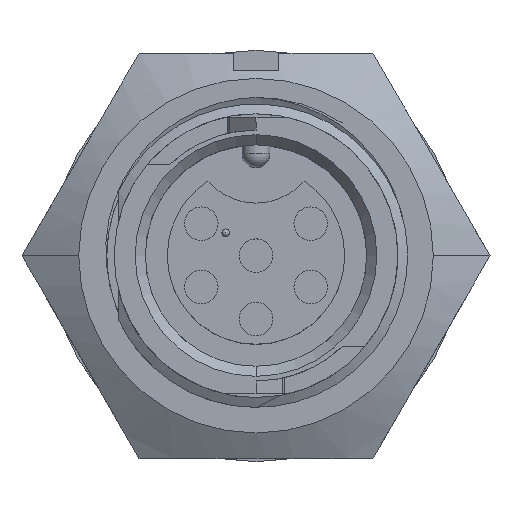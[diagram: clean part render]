
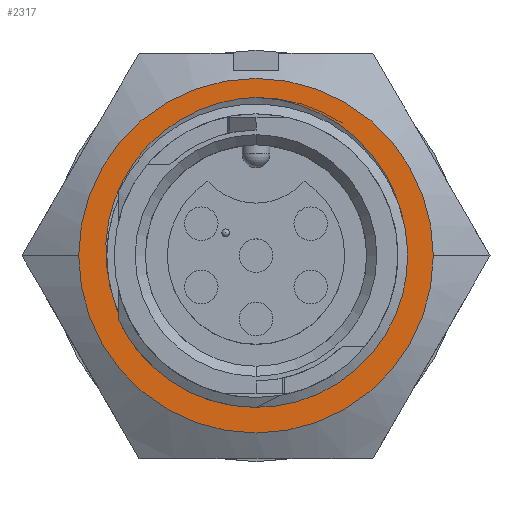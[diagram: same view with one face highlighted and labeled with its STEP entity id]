
A CAD part, top view. The second image highlights one B-rep face of the part: STEP entity #2317.
In plain terms, the highlighted planar face has unit normal (0, 0, 1).
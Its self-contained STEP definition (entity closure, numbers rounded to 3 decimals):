
#253 = AXIS2_PLACEMENT_3D ( 'NONE', #8294, #13235, #11974 ) ;
#452 = CARTESIAN_POINT ( 'NONE',  ( -6.251, 4.521, -6.216 ) ) ;
#794 = CIRCLE ( 'NONE', #2371, 8.89 ) ;
#863 = CARTESIAN_POINT ( 'NONE',  ( -0.572, 7.92, -6.216 ) ) ;
#946 = CARTESIAN_POINT ( 'NONE',  ( -3.795, 6.844, -6.216 ) ) ;
#980 = CARTESIAN_POINT ( 'NONE',  ( 7.537, 0.781, -6.216 ) ) ;
#986 = ORIENTED_EDGE ( 'NONE', *, *, #5712, .T. ) ;
#1937 = CARTESIAN_POINT ( 'NONE',  ( -5.156, 5.813, -6.216 ) ) ;
#1955 = FACE_BOUND ( 'NONE', #14040, .T. ) ;
#2018 = CARTESIAN_POINT ( 'NONE',  ( 0., 7.938, -6.216 ) ) ;
#2140 = CARTESIAN_POINT ( 'NONE',  ( 3.795, 6.845, -6.216 ) ) ;
#2299 = AXIS2_PLACEMENT_3D ( 'NONE', #5780, #11804, #15654 ) ;
#2304 = CARTESIAN_POINT ( 'NONE',  ( 7.532, -0.351, -6.216 ) ) ;
#2317 = ADVANCED_FACE ( 'NONE', ( #1955, #13395 ), #7034, .F. ) ;
#2371 = AXIS2_PLACEMENT_3D ( 'NONE', #8620, #3541, #4787 ) ;
#2668 = CARTESIAN_POINT ( 'NONE',  ( -8.89, 0., -6.216 ) ) ;
#3475 = CARTESIAN_POINT ( 'NONE',  ( 7.047, 2.994, -6.216 ) ) ;
#3541 = DIRECTION ( 'NONE',  ( 0., 0., -1. ) ) ;
#3973 = ORIENTED_EDGE ( 'NONE', *, *, #15271, .F. ) ;
#3995 = CARTESIAN_POINT ( 'NONE',  ( 8.89, 0., -6.216 ) ) ;
#4040 = B_SPLINE_CURVE_WITH_KNOTS ( 'NONE', 3,
 ( #13579, #4883, #13740, #8632, #14998, #6217, #4963, #2140, #7224, #16083, #5967, #9967, #9885, #3475, #11070, #4632, #980, #2304, #4798, #15083 ),
 .UNSPECIFIED., .F., .F.,
 ( 4, 2, 2, 2, 2, 2, 2, 2, 2, 4 ),
 ( 0., 0.001, 0.002, 0.003, 0.005, 0.007, 0.009, 0.01, 0.012, 0.014 ),
 .UNSPECIFIED. ) ;
#4049 = VERTEX_POINT ( 'NONE', #2668 ) ;
#4107 = CARTESIAN_POINT ( 'NONE',  ( -7.517, -0.343, -6.216 ) ) ;
#4358 = CARTESIAN_POINT ( 'NONE',  ( -7.475, 1.358, -6.216 ) ) ;
#4521 = CARTESIAN_POINT ( 'NONE',  ( -4.27, 6.536, -6.216 ) ) ;
#4632 = CARTESIAN_POINT ( 'NONE',  ( 7.475, 1.355, -6.216 ) ) ;
#4787 = DIRECTION ( 'NONE',  ( -1., 0., 0. ) ) ;
#4798 = CARTESIAN_POINT ( 'NONE',  ( 7.466, -0.913, -6.216 ) ) ;
#4883 = CARTESIAN_POINT ( 'NONE',  ( 0.286, 7.929, -6.216 ) ) ;
#4963 = CARTESIAN_POINT ( 'NONE',  ( 2.774, 7.36, -6.216 ) ) ;
#5437 = CARTESIAN_POINT ( 'NONE',  ( -7.536, 0.794, -6.216 ) ) ;
#5712 = EDGE_CURVE ( 'NONE', #6391, #16094, #4040, .T. ) ;
#5780 = CARTESIAN_POINT ( 'NONE',  ( -5.866, -10.16, -6.216 ) ) ;
#5864 = ORIENTED_EDGE ( 'NONE', *, *, #9936, .F. ) ;
#5967 = CARTESIAN_POINT ( 'NONE',  ( 5.55, 5.413, -6.216 ) ) ;
#6217 = CARTESIAN_POINT ( 'NONE',  ( 2.242, 7.558, -6.216 ) ) ;
#6307 = AXIS2_PLACEMENT_3D ( 'NONE', #15818, #12047, #15653 ) ;
#6391 = VERTEX_POINT ( 'NONE', #10575 ) ;
#7034 = PLANE ( 'NONE',  #2299 ) ;
#7224 = CARTESIAN_POINT ( 'NONE',  ( 4.269, 6.536, -6.216 ) ) ;
#7452 = ORIENTED_EDGE ( 'NONE', *, *, #15253, .F. ) ;
#7556 = B_SPLINE_CURVE_WITH_KNOTS ( 'NONE', 3,
 ( #15558, #13051, #15723, #4107, #11788, #5437, #4358, #9435, #8025, #11869, #452, #8273, #1937, #4521, #946, #14717, #15971, #13461, #863, #2018 ),
 .UNSPECIFIED., .F., .F.,
 ( 4, 2, 2, 2, 2, 2, 2, 2, 2, 4 ),
 ( 0., 0.001, 0.002, 0.003, 0.005, 0.007, 0.009, 0.01, 0.012, 0.014 ),
 .UNSPECIFIED. ) ;
#7955 = CIRCLE ( 'NONE', #253, 8.89 ) ;
#8025 = CARTESIAN_POINT ( 'NONE',  ( -7.04, 3.009, -6.216 ) ) ;
#8273 = CARTESIAN_POINT ( 'NONE',  ( -5.552, 5.41, -6.216 ) ) ;
#8294 = CARTESIAN_POINT ( 'NONE',  ( 0., 0., -6.216 ) ) ;
#8620 = CARTESIAN_POINT ( 'NONE',  ( 0., 0., -6.216 ) ) ;
#8632 = CARTESIAN_POINT ( 'NONE',  ( 1.136, 7.824, -6.216 ) ) ;
#9435 = CARTESIAN_POINT ( 'NONE',  ( -7.225, 2.475, -6.216 ) ) ;
#9885 = CARTESIAN_POINT ( 'NONE',  ( 6.557, 4.028, -6.216 ) ) ;
#9936 = EDGE_CURVE ( 'NONE', #14321, #16094, #12165, .T. ) ;
#9967 = CARTESIAN_POINT ( 'NONE',  ( 6.255, 4.516, -6.216 ) ) ;
#10575 = CARTESIAN_POINT ( 'NONE',  ( 0., 7.938, -6.216 ) ) ;
#11070 = CARTESIAN_POINT ( 'NONE',  ( 7.23, 2.457, -6.216 ) ) ;
#11788 = CARTESIAN_POINT ( 'NONE',  ( -7.534, -0.057, -6.216 ) ) ;
#11804 = DIRECTION ( 'NONE',  ( 0., 0., -1. ) ) ;
#11869 = CARTESIAN_POINT ( 'NONE',  ( -6.555, 4.03, -6.216 ) ) ;
#11974 = DIRECTION ( 'NONE',  ( -1., 0., 0. ) ) ;
#12047 = DIRECTION ( 'NONE',  ( 0., 0., 1. ) ) ;
#12165 = CIRCLE ( 'NONE', #6307, 7.48 ) ;
#12398 = EDGE_CURVE ( 'NONE', #14321, #6391, #7556, .T. ) ;
#13051 = CARTESIAN_POINT ( 'NONE',  ( -7.4, -1.192, -6.216 ) ) ;
#13235 = DIRECTION ( 'NONE',  ( 0., 0., -1. ) ) ;
#13275 = CARTESIAN_POINT ( 'NONE',  ( 7.334, -1.47, -6.216 ) ) ;
#13395 = FACE_OUTER_BOUND ( 'NONE', #15769, .T. ) ;
#13461 = CARTESIAN_POINT ( 'NONE',  ( -1.142, 7.839, -6.216 ) ) ;
#13579 = CARTESIAN_POINT ( 'NONE',  ( 0., 7.938, -6.216 ) ) ;
#13740 = CARTESIAN_POINT ( 'NONE',  ( 0.57, 7.904, -6.216 ) ) ;
#13797 = VERTEX_POINT ( 'NONE', #3995 ) ;
#14040 = EDGE_LOOP ( 'NONE', ( #16195, #986, #5864 ) ) ;
#14321 = VERTEX_POINT ( 'NONE', #14868 ) ;
#14717 = CARTESIAN_POINT ( 'NONE',  ( -2.787, 7.354, -6.216 ) ) ;
#14868 = CARTESIAN_POINT ( 'NONE',  ( -7.334, -1.47, -6.216 ) ) ;
#14998 = CARTESIAN_POINT ( 'NONE',  ( 1.417, 7.769, -6.216 ) ) ;
#15083 = CARTESIAN_POINT ( 'NONE',  ( 7.334, -1.47, -6.216 ) ) ;
#15253 = EDGE_CURVE ( 'NONE', #4049, #13797, #7955, .T. ) ;
#15271 = EDGE_CURVE ( 'NONE', #13797, #4049, #794, .T. ) ;
#15558 = CARTESIAN_POINT ( 'NONE',  ( -7.334, -1.47, -6.216 ) ) ;
#15653 = DIRECTION ( 'NONE',  ( 1., 0., 0. ) ) ;
#15654 = DIRECTION ( 'NONE',  ( -1., 0., 0. ) ) ;
#15723 = CARTESIAN_POINT ( 'NONE',  ( -7.45, -0.91, -6.216 ) ) ;
#15769 = EDGE_LOOP ( 'NONE', ( #7452, #3973 ) ) ;
#15818 = CARTESIAN_POINT ( 'NONE',  ( 0., 0., -6.216 ) ) ;
#15971 = CARTESIAN_POINT ( 'NONE',  ( -2.248, 7.557, -6.216 ) ) ;
#16083 = CARTESIAN_POINT ( 'NONE',  ( 5.145, 5.822, -6.216 ) ) ;
#16094 = VERTEX_POINT ( 'NONE', #13275 ) ;
#16195 = ORIENTED_EDGE ( 'NONE', *, *, #12398, .T. ) ;
